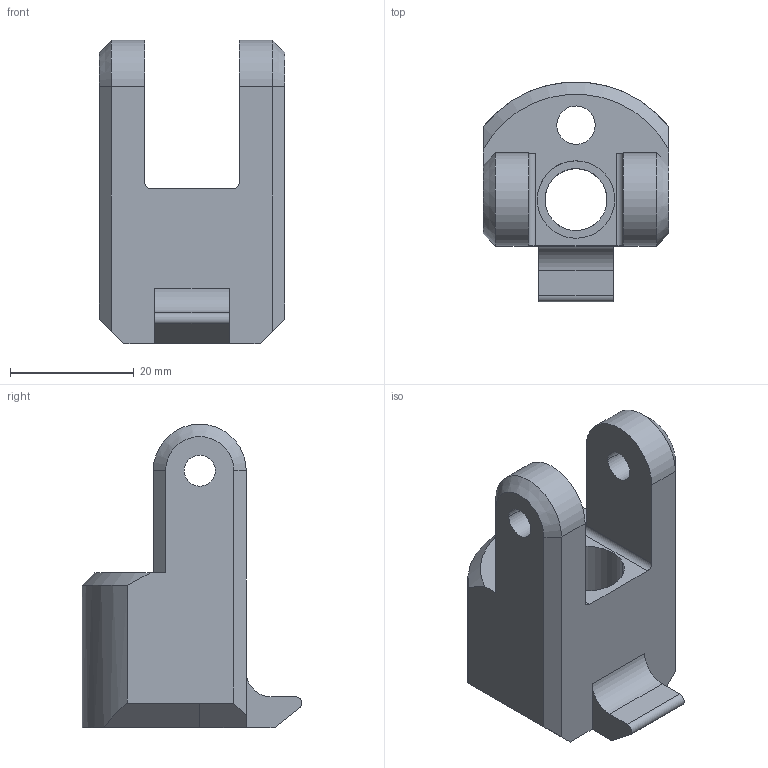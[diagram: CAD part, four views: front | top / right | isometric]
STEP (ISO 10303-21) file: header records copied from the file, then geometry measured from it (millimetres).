
FILE_DESCRIPTION(('CATIA V5 STEP Exchange'),'2;1');
FILE_NAME('Charniere CH alu Femelle - 05 - Hauteur butee.stp','2017-05-20T10:21:05+00:00',('none'),('none'),'CATIA Version 5 Release 16 (IN-10)','CATIA V5 STEP AP203','none');
FILE_SCHEMA(('CONFIG_CONTROL_DESIGN'));
Length unit declared in the file: millimetre
Products named in the file (1): Charniere CH alu Femelle - 05 - Hauteur butee
Bounding box: 30 x 35.5 x 49 mm (x, y, z)
Volume: 18373.7 mm3; surface area: 7430.7 mm2
Topology: 1 solids, 1 shells, 45 faces, 122 edges, 81 vertices
Faces by surface type: plane 23, cylinder 19, cone 3
Entity records: 1409 total; most frequent: CARTESIAN_POINT 260, ORIENTED_EDGE 244, DIRECTION 188, EDGE_CURVE 122, VERTEX_POINT 81, AXIS2_PLACEMENT_3D 80, VECTOR 73, LINE 73
